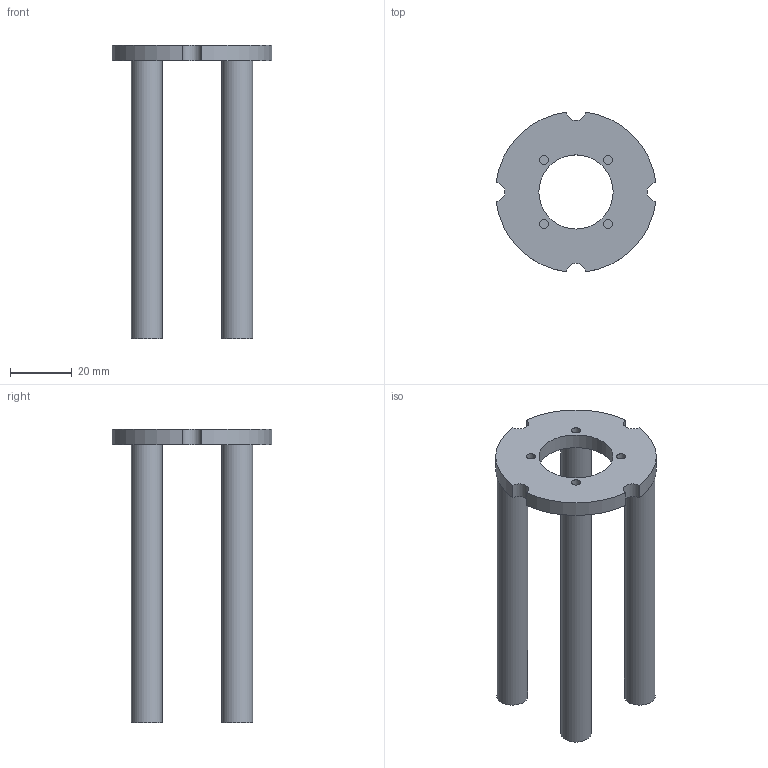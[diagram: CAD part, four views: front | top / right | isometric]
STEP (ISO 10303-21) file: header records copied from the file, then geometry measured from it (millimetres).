
FILE_DESCRIPTION(/* description */ ('','CAx-IF Rec.Pracs.---Representation and Presentation of Product Manufacturing Information (PMI)---4.0---2014-10-13'),/* implementation_level */ '2;1');
FILE_NAME(/* name */ 'Scanner.step',/* time_stamp */ '2025-03-09T23:11:31-07:00',/* author */ (''),/* organization */ (''),/* preprocessor_version */ 'ST-DEVELOPER v20',/* originating_system */ 'Autodesk Translation Framework v13.20.0.188',/* authorisation */ '');
FILE_SCHEMA (('AP242_MANAGED_MODEL_BASED_3D_ENGINEERING_MIM_LF { 1 0 10303 442 1 1 4 }'));
Length unit declared in the file: millimetre
Products named in the file (1): Scanner
Bounding box: 51.65 x 51.65 x 95 mm (x, y, z)
Volume: 35911.3 mm3; surface area: 16161.3 mm2
Topology: 1 solids, 1 shells, 35 faces, 63 edges, 42 vertices
Faces by surface type: cylinder 21, plane 14
Full cylindrical faces by diameter (mm): 2.9 x4, 6.2 x4, 10 x4, 24 x1
Entity records: 916 total; most frequent: DIRECTION 177, CARTESIAN_POINT 141, ORIENTED_EDGE 126, AXIS2_PLACEMENT_3D 78, EDGE_CURVE 63, EDGE_LOOP 49, CIRCLE 42, VERTEX_POINT 42
